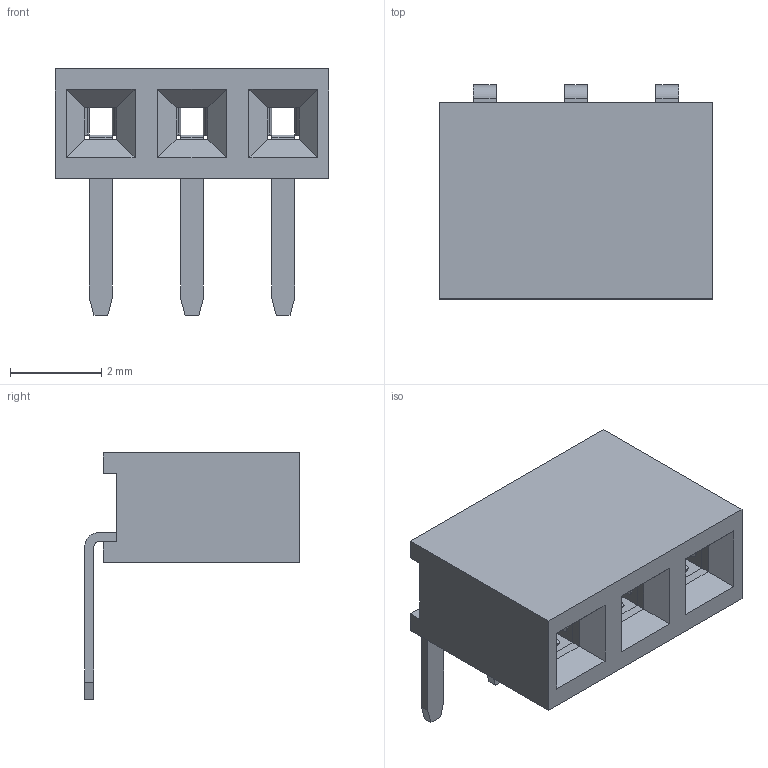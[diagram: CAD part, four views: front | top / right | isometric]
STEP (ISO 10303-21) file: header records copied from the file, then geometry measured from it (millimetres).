
FILE_DESCRIPTION(('STEP AP214'), '1');
FILE_NAME('PBS2-R1', '', ('UNSPECIFIED'), ('UNSPECIFIED'), 'ASCON STEP Converter 1.6', 'ASCON Math Kernel', '');
FILE_SCHEMA(('AUTOMOTIVE_DESIGN { 1 0 10303 214 3 1 1}'));
Length unit declared in the file: millimetre
Bounding box: 6 x 4.7 x 5.4 mm (x, y, z)
Volume: 41.5 mm3; surface area: 253.5 mm2
Topology: 4 solids, 4 shells, 205 faces, 555 edges, 358 vertices
Faces by surface type: plane 160, cylinder 45
Entity records: 8061 total; most frequent: CARTESIAN_POINT 1119, ORIENTED_EDGE 1110, DIRECTION 1057, EDGE_CURVE 555, LINE 465, VECTOR 465, VERTEX_POINT 358, AXIS2_PLACEMENT_3D 296
